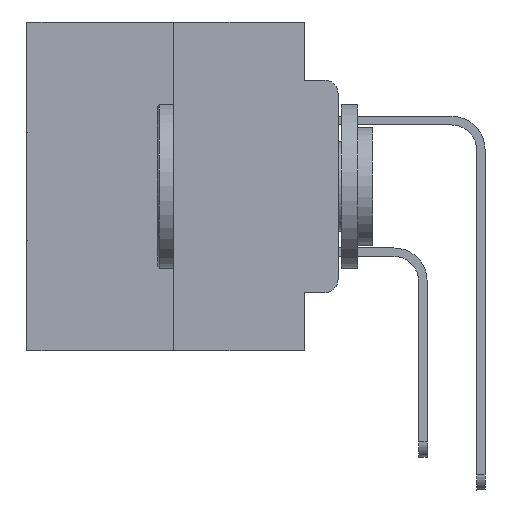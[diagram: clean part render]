
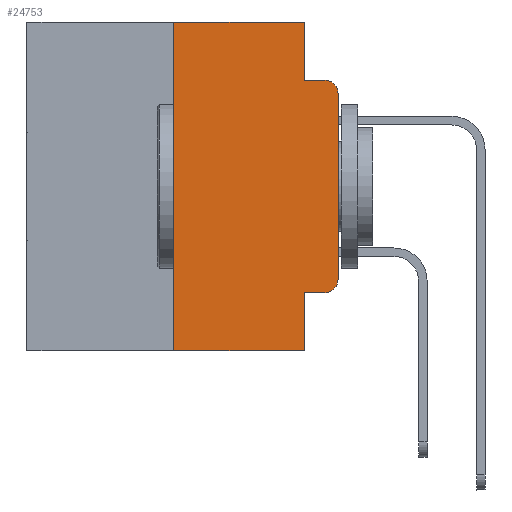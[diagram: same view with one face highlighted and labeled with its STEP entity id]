
A CAD part, left-side view. The second image highlights one B-rep face of the part: STEP entity #24753.
In plain terms, the highlighted planar face has unit normal (-1, 0, 0).
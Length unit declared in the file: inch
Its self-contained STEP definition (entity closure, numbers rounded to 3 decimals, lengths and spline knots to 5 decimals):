
#416 = EDGE_CURVE ( 'NONE', #2312, #16683, #7614, .T. ) ;
#787 = CARTESIAN_POINT ( 'NONE',  ( 0., 0.25, 0. ) ) ;
#1054 = CARTESIAN_POINT ( 'NONE',  ( 0., 0.051, -0.4115 ) ) ;
#1251 = CARTESIAN_POINT ( 'NONE',  ( 0., 0.051, 0. ) ) ;
#1508 = ORIENTED_EDGE ( 'NONE', *, *, #9462, .T. ) ;
#1890 = CARTESIAN_POINT ( 'NONE',  ( 0., 0.02, -0.0885 ) ) ;
#1895 = ORIENTED_EDGE ( 'NONE', *, *, #13504, .F. ) ;
#2069 = DIRECTION ( 'NONE',  ( 0., -1., 0. ) ) ;
#2312 = VERTEX_POINT ( 'NONE', #22782 ) ;
#2813 = CARTESIAN_POINT ( 'NONE',  ( 0., 0., -0.1085 ) ) ;
#2979 = DIRECTION ( 'NONE',  ( 0., -1., 0. ) ) ;
#3387 = LINE ( 'NONE', #28701, #4112 ) ;
#3469 = VERTEX_POINT ( 'NONE', #1251 ) ;
#3706 = VECTOR ( 'NONE', #2069, 39.37008 ) ;
#4112 = VECTOR ( 'NONE', #13539, 39.37008 ) ;
#4969 = VECTOR ( 'NONE', #30242, 39.37008 ) ;
#5099 = CARTESIAN_POINT ( 'NONE',  ( 0., 0.02, -0.1085 ) ) ;
#5154 = CARTESIAN_POINT ( 'NONE',  ( 0., 0.02, -0.3915 ) ) ;
#5561 = PLANE ( 'NONE',  #29754 ) ;
#6273 = ORIENTED_EDGE ( 'NONE', *, *, #16413, .T. ) ;
#6305 = EDGE_CURVE ( 'NONE', #3469, #29433, #3387, .T. ) ;
#6367 = LINE ( 'NONE', #28679, #25055 ) ;
#7435 = VERTEX_POINT ( 'NONE', #1054 ) ;
#7449 = DIRECTION ( 'NONE',  ( 0., 0., -1. ) ) ;
#7511 = DIRECTION ( 'NONE',  ( 0., 0., -1. ) ) ;
#7614 = LINE ( 'NONE', #20795, #25574 ) ;
#7863 = EDGE_CURVE ( 'NONE', #29433, #14458, #26358, .T. ) ;
#7918 = DIRECTION ( 'NONE',  ( 1., 0., 0. ) ) ;
#9256 = CARTESIAN_POINT ( 'NONE',  ( 0., 0.25, 0. ) ) ;
#9462 = EDGE_CURVE ( 'NONE', #20744, #14458, #14289, .T. ) ;
#10087 = CARTESIAN_POINT ( 'NONE',  ( 0., 0.02, -0.4115 ) ) ;
#10095 = CARTESIAN_POINT ( 'NONE',  ( 0., 0.051, 0. ) ) ;
#10794 = FACE_OUTER_BOUND ( 'NONE', #11576, .T. ) ;
#11576 = EDGE_LOOP ( 'NONE', ( #18784, #1508, #21704, #16256, #1895, #15910, #28202, #17332, #29644, #6273 ) ) ;
#11785 = LINE ( 'NONE', #10095, #17249 ) ;
#12078 = DIRECTION ( 'NONE',  ( 0., -1., 0. ) ) ;
#13242 = CARTESIAN_POINT ( 'NONE',  ( 0., 0.051, -0.5 ) ) ;
#13504 = EDGE_CURVE ( 'NONE', #24206, #3469, #19801, .T. ) ;
#13539 = DIRECTION ( 'NONE',  ( 0., 0., -1. ) ) ;
#13604 = VECTOR ( 'NONE', #2979, 39.37008 ) ;
#13823 = CARTESIAN_POINT ( 'NONE',  ( 0., 0.051, -0.4115 ) ) ;
#14289 = CIRCLE ( 'NONE', #26759, 0.02 ) ;
#14455 = CARTESIAN_POINT ( 'NONE',  ( 0., 0.051, -0.0885 ) ) ;
#14458 = VERTEX_POINT ( 'NONE', #1890 ) ;
#15847 = EDGE_CURVE ( 'NONE', #21733, #20744, #6367, .T. ) ;
#15910 = ORIENTED_EDGE ( 'NONE', *, *, #28811, .F. ) ;
#16256 = ORIENTED_EDGE ( 'NONE', *, *, #6305, .F. ) ;
#16413 = EDGE_CURVE ( 'NONE', #20813, #21733, #20706, .T. ) ;
#16683 = VERTEX_POINT ( 'NONE', #13242 ) ;
#17003 = AXIS2_PLACEMENT_3D ( 'NONE', #5154, #21623, #7511 ) ;
#17249 = VECTOR ( 'NONE', #28728, 39.37008 ) ;
#17332 = ORIENTED_EDGE ( 'NONE', *, *, #27273, .F. ) ;
#18784 = ORIENTED_EDGE ( 'NONE', *, *, #15847, .T. ) ;
#19413 = DIRECTION ( 'NONE',  ( 0., 0., 1. ) ) ;
#19690 = CARTESIAN_POINT ( 'NONE',  ( 0., 0.473, 0. ) ) ;
#19801 = LINE ( 'NONE', #21648, #13604 ) ;
#20201 = VECTOR ( 'NONE', #12078, 39.37008 ) ;
#20706 = CIRCLE ( 'NONE', #17003, 0.02 ) ;
#20744 = VERTEX_POINT ( 'NONE', #2813 ) ;
#20795 = CARTESIAN_POINT ( 'NONE',  ( 0., 0.473, -0.5 ) ) ;
#20813 = VERTEX_POINT ( 'NONE', #10087 ) ;
#21563 = DIRECTION ( 'NONE',  ( -1., 0., 0. ) ) ;
#21623 = DIRECTION ( 'NONE',  ( -1., 0., 0. ) ) ;
#21648 = CARTESIAN_POINT ( 'NONE',  ( 0., 0.473, 0. ) ) ;
#21704 = ORIENTED_EDGE ( 'NONE', *, *, #7863, .F. ) ;
#21733 = VERTEX_POINT ( 'NONE', #26596 ) ;
#22435 = LINE ( 'NONE', #13823, #3706 ) ;
#22782 = CARTESIAN_POINT ( 'NONE',  ( 0., 0.25, -0.5 ) ) ;
#23693 = LINE ( 'NONE', #9256, #4969 ) ;
#24206 = VERTEX_POINT ( 'NONE', #787 ) ;
#24322 = DIRECTION ( 'NONE',  ( 0., 0., -1. ) ) ;
#24753 = ADVANCED_FACE ( 'NONE', ( #10794 ), #5561, .F. ) ;
#25055 = VECTOR ( 'NONE', #19413, 39.37008 ) ;
#25564 = DIRECTION ( 'NONE',  ( 0., -1., 0. ) ) ;
#25574 = VECTOR ( 'NONE', #25564, 39.37008 ) ;
#25728 = EDGE_CURVE ( 'NONE', #7435, #20813, #22435, .T. ) ;
#26358 = LINE ( 'NONE', #14455, #20201 ) ;
#26596 = CARTESIAN_POINT ( 'NONE',  ( 0., 0., -0.3915 ) ) ;
#26759 = AXIS2_PLACEMENT_3D ( 'NONE', #5099, #21563, #7449 ) ;
#27273 = EDGE_CURVE ( 'NONE', #7435, #16683, #11785, .T. ) ;
#28202 = ORIENTED_EDGE ( 'NONE', *, *, #416, .T. ) ;
#28679 = CARTESIAN_POINT ( 'NONE',  ( 0., 0., 0. ) ) ;
#28701 = CARTESIAN_POINT ( 'NONE',  ( 0., 0.051, 0. ) ) ;
#28728 = DIRECTION ( 'NONE',  ( 0., 0., -1. ) ) ;
#28811 = EDGE_CURVE ( 'NONE', #2312, #24206, #23693, .T. ) ;
#29433 = VERTEX_POINT ( 'NONE', #30110 ) ;
#29644 = ORIENTED_EDGE ( 'NONE', *, *, #25728, .T. ) ;
#29754 = AXIS2_PLACEMENT_3D ( 'NONE', #19690, #7918, #24322 ) ;
#30110 = CARTESIAN_POINT ( 'NONE',  ( 0., 0.051, -0.0885 ) ) ;
#30242 = DIRECTION ( 'NONE',  ( 0., 0., 1. ) ) ;
